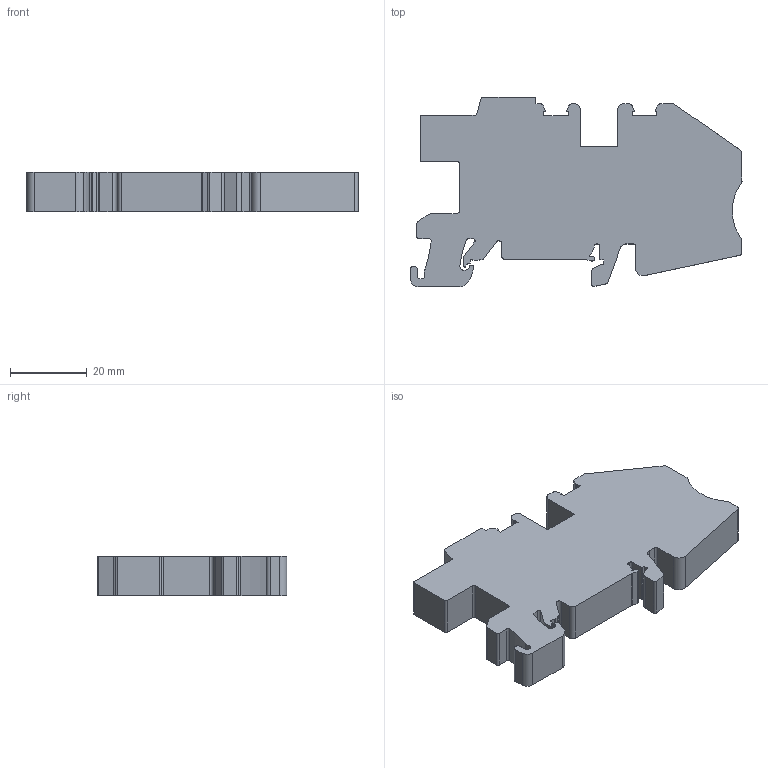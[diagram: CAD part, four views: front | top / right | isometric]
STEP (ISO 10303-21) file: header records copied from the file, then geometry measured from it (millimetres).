
FILE_DESCRIPTION(('SolidDesigner STEP Export'),'2;1');
FILE_NAME('3038244_stn10_select.stp','2012-01-10T 9:09:28',(''),(''),'CoCreate Modeling STEP processor for AP214 (Solid Model)','CoCreate Modeling 16.00A 16-Aug-2008 (C) Parametric Technology GmbH','');
FILE_SCHEMA(('AUTOMOTIVE_DESIGN { 1 0 10303 214 1 1 1 1 }'));
Length unit declared in the file: millimetre
Products named in the file (2): 3038244_stn10_select
Assembly tree (1 placements, depth 2):
  3038244_stn10_select
    3038244_stn10_select
Bounding box: 86.32 x 49.25 x 10.15 mm (x, y, z)
Volume: 30052.6 mm3; surface area: 10539.6 mm2
Topology: 1 solids, 1 shells, 199 faces, 580 edges, 386 vertices
Faces by surface type: plane 102, cylinder 89, extrusion 8
Entity records: 7778 total; most frequent: CARTESIAN_POINT 1241, ORIENTED_EDGE 1160, DIRECTION 1047, EDGE_CURVE 580, VECTOR 391, VERTEX_POINT 386, LINE 383, AXIS2_PLACEMENT_3D 328
